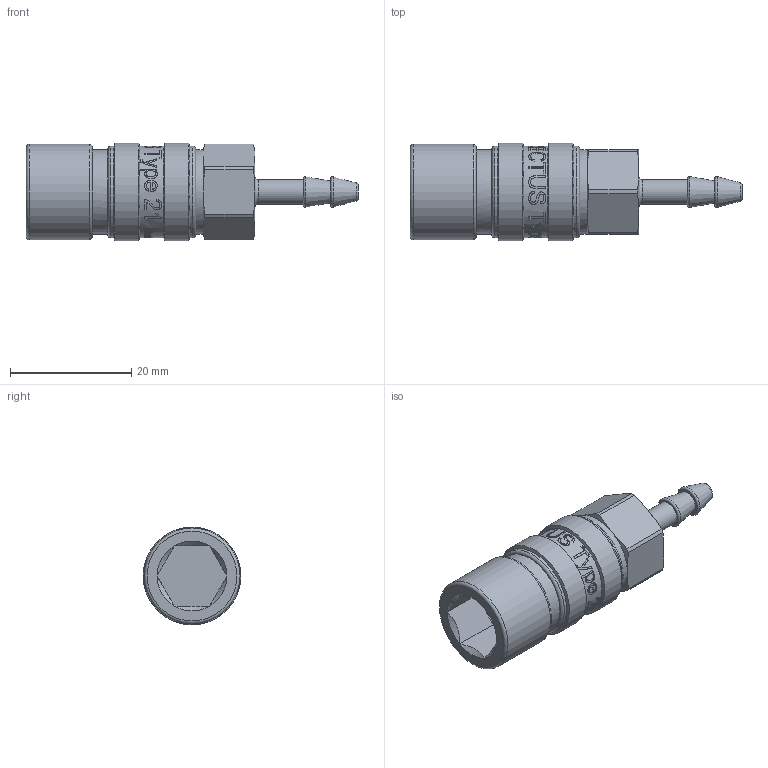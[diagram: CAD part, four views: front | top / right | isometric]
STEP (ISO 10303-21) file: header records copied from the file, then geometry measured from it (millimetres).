
FILE_DESCRIPTION(/* description */ (''),/* implementation_level */ '2;1');
FILE_NAME(/* name */ '21kbtf04mpn6.stp',/* time_stamp */ '2020-08-12T10:59:18+02:00',/* author */ ('IA176480'),/* organization */ (''),/* preprocessor_version */ 'ST-DEVELOPER v17',/* originating_system */ 'Autodesk Inventor 2019',/* authorisation */ '');
FILE_SCHEMA (('CONFIG_CONTROL_DESIGN'));
Products named in the file (1): 21KBTF04MPN6
Bounding box: 54.79 x 16.14 x 16.14 mm (x, y, z)
Volume: 5940.9 mm3; surface area: 4148.9 mm2
Topology: 1 solids, 3 shells, 464 faces, 1278 edges, 863 vertices
Faces by surface type: bspline 211, plane 152, cylinder 63, cone 30, torus 8
Full cylindrical faces by diameter (mm): 4.05 x1, 11.4 x1, 12 x2, 12.1 x1, 12.15 x1, 14 x4, 15.1 x3, 15.8 x1, 16.15 x2
Entity records: 64591 total; most frequent: CARTESIAN_POINT 53883, ORIENTED_EDGE 2556, DIRECTION 1378, EDGE_CURVE 1278, VERTEX_POINT 863, B_SPLINE_CURVE_WITH_KNOTS 565, EDGE_LOOP 511, FACE_OUTER_BOUND 464
